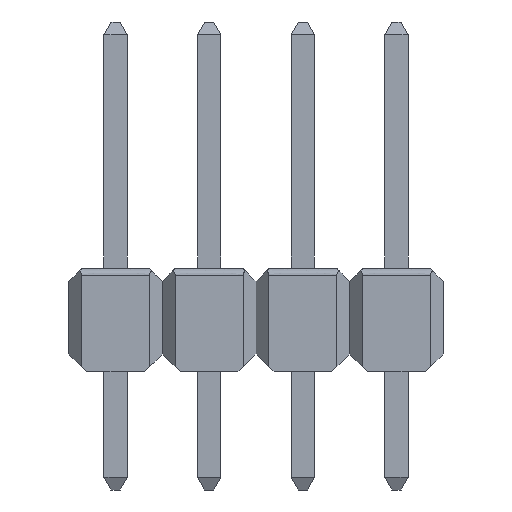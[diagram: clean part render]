
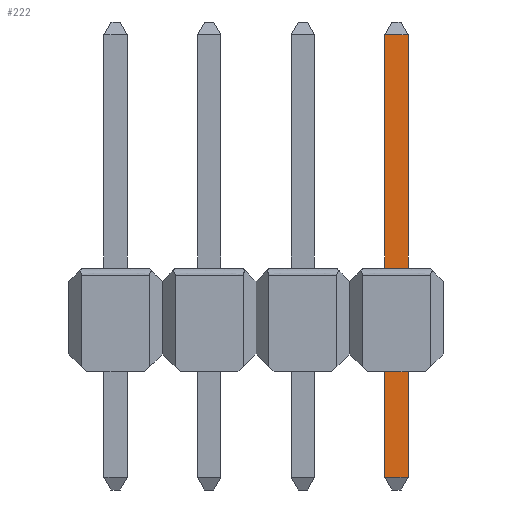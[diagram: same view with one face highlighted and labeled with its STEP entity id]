
A CAD part, front view. The second image highlights one B-rep face of the part: STEP entity #222.
In plain terms, the highlighted free-form (B-spline) face has degree [1, 1] with [2, 2] control points.
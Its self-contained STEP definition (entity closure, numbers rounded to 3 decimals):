
#222=ADVANCED_FACE('',(#368),#4893,.T.);
#368=FACE_OUTER_BOUND('',#516,.T.);
#516=EDGE_LOOP('',(#851,#852,#853,#854));
#851=ORIENTED_EDGE('',*,*,#3298,.F.);
#852=ORIENTED_EDGE('',*,*,#3277,.F.);
#853=ORIENTED_EDGE('',*,*,#3300,.F.);
#854=ORIENTED_EDGE('',*,*,#3295,.F.);
#1531=PCURVE('',#4931,#2259);
#1559=PCURVE('',#4938,#2287);
#1570=PCURVE('',#4940,#2298);
#1575=PCURVE('',#4941,#2303);
#1579=PCURVE('',#4893,#2307);
#1580=PCURVE('',#4893,#2308);
#1581=PCURVE('',#4893,#2309);
#1582=PCURVE('',#4893,#2310);
#2259=DEFINITIONAL_REPRESENTATION('',(#3834),#8988);
#2287=DEFINITIONAL_REPRESENTATION('',(#3880),#8988);
#2298=DEFINITIONAL_REPRESENTATION('',(#3894),#8988);
#2303=DEFINITIONAL_REPRESENTATION('',(#3901),#8988);
#2307=DEFINITIONAL_REPRESENTATION('',(#3905),#8988);
#2308=DEFINITIONAL_REPRESENTATION('',(#3906),#8988);
#2309=DEFINITIONAL_REPRESENTATION('',(#3907),#8988);
#2310=DEFINITIONAL_REPRESENTATION('',(#3908),#8988);
#2901=SURFACE_CURVE('',#3833,(#1531,#1580),.PCURVE_S1.);
#2919=SURFACE_CURVE('',#3879,(#1559,#1582),.PCURVE_S1.);
#2922=SURFACE_CURVE('',#3893,(#1570,#1579),.PCURVE_S1.);
#2924=SURFACE_CURVE('',#3900,(#1575,#1581),.PCURVE_S1.);
#3277=EDGE_CURVE('',#4715,#4714,#2901,.T.);
#3295=EDGE_CURVE('',#4718,#4724,#2919,.T.);
#3298=EDGE_CURVE('',#4714,#4718,#2922,.T.);
#3300=EDGE_CURVE('',#4724,#4715,#2924,.T.);
#3833=B_SPLINE_CURVE_WITH_KNOTS('',1,(#6182,#6183),.UNSPECIFIED.,.F.,.F.,
(2,2),(-0.63,0.),.UNSPECIFIED.);
#3834=B_SPLINE_CURVE_WITH_KNOTS('',1,(#6184,#6185),.UNSPECIFIED.,.F.,.F.,
(2,2),(-0.63,0.),.UNSPECIFIED.);
#3879=B_SPLINE_CURVE_WITH_KNOTS('',1,(#6274,#6275),.UNSPECIFIED.,.F.,.F.,
(2,2),(9.266,9.896),.UNSPECIFIED.);
#3880=B_SPLINE_CURVE_WITH_KNOTS('',1,(#6276,#6277),.UNSPECIFIED.,.F.,.F.,
(2,2),(9.266,9.896),.UNSPECIFIED.);
#3893=B_SPLINE_CURVE_WITH_KNOTS('',1,(#6302,#6303),.UNSPECIFIED.,.F.,.F.,
(2,2),(11.156,20.383),.UNSPECIFIED.);
#3894=B_SPLINE_CURVE_WITH_KNOTS('',1,(#6304,#6305),.UNSPECIFIED.,.F.,.F.,
(2,2),(11.156,20.383),.UNSPECIFIED.);
#3900=B_SPLINE_CURVE_WITH_KNOTS('',1,(#6318,#6319),.UNSPECIFIED.,.F.,.F.,
(2,2),(0.038,9.266),.UNSPECIFIED.);
#3901=B_SPLINE_CURVE_WITH_KNOTS('',1,(#6320,#6321),.UNSPECIFIED.,.F.,.F.,
(2,2),(0.038,9.266),.UNSPECIFIED.);
#3905=B_SPLINE_CURVE_WITH_KNOTS('',1,(#6330,#6331),.UNSPECIFIED.,.F.,.F.,
(2,2),(11.156,20.383),.UNSPECIFIED.);
#3906=B_SPLINE_CURVE_WITH_KNOTS('',1,(#6332,#6333),.UNSPECIFIED.,.F.,.F.,
(2,2),(-0.63,0.),.UNSPECIFIED.);
#3907=B_SPLINE_CURVE_WITH_KNOTS('',1,(#6334,#6335),.UNSPECIFIED.,.F.,.F.,
(2,2),(0.038,9.266),.UNSPECIFIED.);
#3908=B_SPLINE_CURVE_WITH_KNOTS('',3,(#6336,#6337,#6338,#6339),
 .UNSPECIFIED.,.F.,.F.,(4,4),(9.266,9.896),
 .UNSPECIFIED.);
#4714=VERTEX_POINT('',#6154);
#4715=VERTEX_POINT('',#6155);
#4718=VERTEX_POINT('',#6158);
#4724=VERTEX_POINT('',#6164);
#4893=B_SPLINE_SURFACE_WITH_KNOTS('',1,1,((#6146,#6147),(#6148,#6149)),
 .UNSPECIFIED.,.F.,.F.,.F.,(2,2),(2,2),(-9.358,0.093),
(-0.64,0.01),.UNSPECIFIED.);
#4931=PLANE('',#5081);
#4938=PLANE('',#5088);
#4940=PLANE('',#5090);
#4941=PLANE('',#5091);
#5081=AXIS2_PLACEMENT_3D('',#6131,#5216,$);
#5088=AXIS2_PLACEMENT_3D('',#6138,#5223,$);
#5090=AXIS2_PLACEMENT_3D('',#6140,#5225,$);
#5091=AXIS2_PLACEMENT_3D('',#6145,#5226,$);
#5216=DIRECTION('',(0.,-0.873,-0.488));
#5223=DIRECTION('',(0.,-0.873,0.488));
#5225=DIRECTION('',(-1.,0.,0.));
#5226=DIRECTION('',(1.,0.,0.));
#6131=CARTESIAN_POINT('',(7.295,-0.12,-3.209));
#6138=CARTESIAN_POINT('',(7.295,-0.32,9.147));
#6140=CARTESIAN_POINT('',(7.305,-0.325,9.326));
#6145=CARTESIAN_POINT('',(7.935,-0.325,-2.981));
#6146=CARTESIAN_POINT('',(7.295,-0.315,9.326));
#6147=CARTESIAN_POINT('',(7.945,-0.315,9.326));
#6148=CARTESIAN_POINT('',(7.295,-0.315,-2.981));
#6149=CARTESIAN_POINT('',(7.945,-0.315,-2.981));
#6154=CARTESIAN_POINT('',(7.305,-0.315,-2.86));
#6155=CARTESIAN_POINT('',(7.935,-0.315,-2.86));
#6158=CARTESIAN_POINT('',(7.305,-0.315,9.156));
#6164=CARTESIAN_POINT('',(7.935,-0.315,9.156));
#6182=CARTESIAN_POINT('',(7.935,-0.315,-2.86));
#6183=CARTESIAN_POINT('',(7.305,-0.315,-2.86));
#6184=CARTESIAN_POINT('',(0.,0.));
#6185=CARTESIAN_POINT('',(-0.63,0.));
#6274=CARTESIAN_POINT('',(7.305,-0.315,9.156));
#6275=CARTESIAN_POINT('',(7.935,-0.315,9.156));
#6276=CARTESIAN_POINT('',(0.,0.));
#6277=CARTESIAN_POINT('',(0.63,0.));
#6302=CARTESIAN_POINT('',(7.305,-0.315,-2.86));
#6303=CARTESIAN_POINT('',(7.305,-0.315,9.156));
#6304=CARTESIAN_POINT('',(0.,9.266));
#6305=CARTESIAN_POINT('',(0.,0.038));
#6318=CARTESIAN_POINT('',(7.935,-0.315,9.156));
#6319=CARTESIAN_POINT('',(7.935,-0.315,-2.86));
#6320=CARTESIAN_POINT('',(0.,-0.038));
#6321=CARTESIAN_POINT('',(0.,-9.266));
#6330=CARTESIAN_POINT('',(0.,-0.63));
#6331=CARTESIAN_POINT('',(-9.227,-0.63));
#6332=CARTESIAN_POINT('',(0.,0.));
#6333=CARTESIAN_POINT('',(0.,-0.63));
#6334=CARTESIAN_POINT('',(-9.227,0.));
#6335=CARTESIAN_POINT('',(0.,0.));
#6336=CARTESIAN_POINT('',(-9.227,-0.63));
#6337=CARTESIAN_POINT('',(-9.227,-0.42));
#6338=CARTESIAN_POINT('',(-9.227,-0.21));
#6339=CARTESIAN_POINT('',(-9.227,0.));
#8988=(
GEOMETRIC_REPRESENTATION_CONTEXT(2)
PARAMETRIC_REPRESENTATION_CONTEXT()
REPRESENTATION_CONTEXT('pspace','')
);
